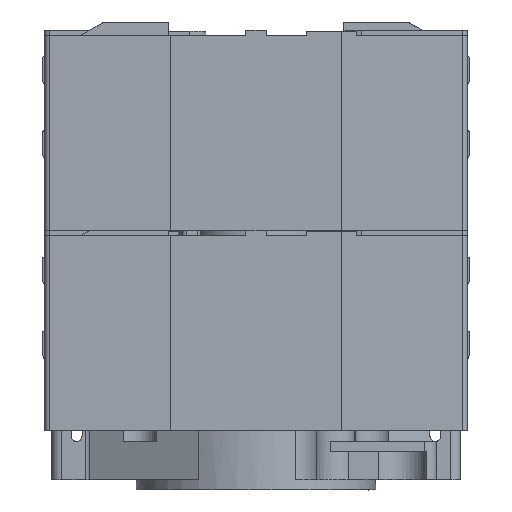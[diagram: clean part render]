
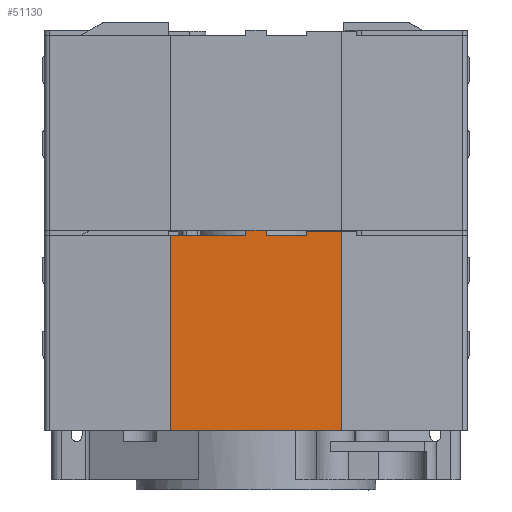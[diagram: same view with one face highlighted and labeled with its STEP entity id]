
A CAD part, front view. The second image highlights one B-rep face of the part: STEP entity #51130.
In plain terms, the highlighted planar face has unit normal (0, -1, 0).
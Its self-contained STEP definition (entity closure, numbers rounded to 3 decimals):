
#967=PLANE('',#54682);
#4970=FACE_OUTER_BOUND('',#7687,.T.);
#7687=EDGE_LOOP('',(#38126,#38127,#38128,#38129,#38130,#38131,#38132,#38133,
#38134,#38135));
#10307=LINE('',#75060,#15622);
#11208=LINE('',#80595,#16523);
#11381=LINE('',#81321,#16696);
#11383=LINE('',#81329,#16698);
#11471=LINE('',#81595,#16786);
#11482=LINE('',#81620,#16797);
#11484=LINE('',#81625,#16799);
#11485=LINE('',#81626,#16800);
#11486=LINE('',#81627,#16801);
#11487=LINE('',#81628,#16802);
#15622=VECTOR('',#58383,10.);
#16523=VECTOR('',#61434,10.);
#16696=VECTOR('',#62007,10.);
#16698=VECTOR('',#62017,10.);
#16786=VECTOR('',#62285,10.);
#16797=VECTOR('',#62306,10.);
#16799=VECTOR('',#62310,10.);
#16800=VECTOR('',#62311,10.);
#16801=VECTOR('',#62312,10.);
#16802=VECTOR('',#62313,10.);
#21127=VERTEX_POINT('',#75057);
#21128=VERTEX_POINT('',#75059);
#22260=VERTEX_POINT('',#80593);
#22462=VERTEX_POINT('',#81313);
#22465=VERTEX_POINT('',#81319);
#22467=VERTEX_POINT('',#81328);
#22555=VERTEX_POINT('',#81593);
#22564=VERTEX_POINT('',#81619);
#22565=VERTEX_POINT('',#81623);
#22566=VERTEX_POINT('',#81624);
#26321=EDGE_CURVE('',#21128,#21127,#10307,.T.);
#27984=EDGE_CURVE('',#21127,#22260,#11208,.T.);
#28287=EDGE_CURVE('',#22462,#22465,#11381,.T.);
#28291=EDGE_CURVE('',#22467,#21128,#11383,.T.);
#28426=EDGE_CURVE('',#22555,#22462,#11471,.T.);
#28438=EDGE_CURVE('',#22555,#22564,#11482,.T.);
#28440=EDGE_CURVE('',#22565,#22566,#11484,.T.);
#28441=EDGE_CURVE('',#22565,#22564,#11485,.T.);
#28442=EDGE_CURVE('',#22465,#22467,#11486,.T.);
#28443=EDGE_CURVE('',#22260,#22566,#11487,.T.);
#38126=ORIENTED_EDGE('',*,*,#28440,.F.);
#38127=ORIENTED_EDGE('',*,*,#28441,.T.);
#38128=ORIENTED_EDGE('',*,*,#28438,.F.);
#38129=ORIENTED_EDGE('',*,*,#28426,.T.);
#38130=ORIENTED_EDGE('',*,*,#28287,.T.);
#38131=ORIENTED_EDGE('',*,*,#28442,.T.);
#38132=ORIENTED_EDGE('',*,*,#28291,.T.);
#38133=ORIENTED_EDGE('',*,*,#26321,.T.);
#38134=ORIENTED_EDGE('',*,*,#27984,.T.);
#38135=ORIENTED_EDGE('',*,*,#28443,.T.);
#51130=ADVANCED_FACE('',(#4970),#967,.T.);
#54682=AXIS2_PLACEMENT_3D('',#81622,#62308,#62309);
#58383=DIRECTION('',(-1.,0.,0.));
#61434=DIRECTION('',(0.,0.,-1.));
#62007=DIRECTION('',(0.,0.,1.));
#62017=DIRECTION('',(0.,0.,-1.));
#62285=DIRECTION('',(-1.,0.,0.));
#62306=DIRECTION('',(0.,0.,1.));
#62308=DIRECTION('center_axis',(0.,-1.,0.));
#62309=DIRECTION('ref_axis',(0.,0.,
-1.));
#62310=DIRECTION('',(0.,0.,-1.));
#62311=DIRECTION('',(-1.,0.,0.));
#62312=DIRECTION('',(-1.,0.,0.));
#62313=DIRECTION('',(1.,0.,0.));
#75057=CARTESIAN_POINT('',(69.703,-51.009,152.197));
#75059=CARTESIAN_POINT('',(77.203,-51.009,152.197));
#75060=CARTESIAN_POINT('',(73.953,-51.009,152.197));
#80593=CARTESIAN_POINT('',(69.703,-51.009,132.697));
#80595=CARTESIAN_POINT('',(69.703,-51.009,152.697));
#81313=CARTESIAN_POINT('',(79.203,-51.009,152.197));
#81319=CARTESIAN_POINT('',(79.203,-51.009,152.697));
#81321=CARTESIAN_POINT('',(79.203,-51.009,152.697));
#81328=CARTESIAN_POINT('',(77.203,-51.009,152.697));
#81329=CARTESIAN_POINT('',(77.203,-51.009,152.697));
#81593=CARTESIAN_POINT('',(83.203,-51.009,152.197));
#81595=CARTESIAN_POINT('',(73.953,-51.009,152.197));
#81619=CARTESIAN_POINT('',(83.203,-51.009,152.597));
#81620=CARTESIAN_POINT('',(83.203,-51.009,151.597));
#81622=CARTESIAN_POINT('Origin',(69.703,-51.009,152.697));
#81623=CARTESIAN_POINT('',(86.703,-51.009,152.597));
#81624=CARTESIAN_POINT('',(86.703,-51.009,132.697));
#81625=CARTESIAN_POINT('',(86.703,-51.009,152.697));
#81626=CARTESIAN_POINT('',(83.203,-51.009,152.597));
#81627=CARTESIAN_POINT('',(86.703,-51.009,152.697));
#81628=CARTESIAN_POINT('',(86.703,-51.009,132.697));
